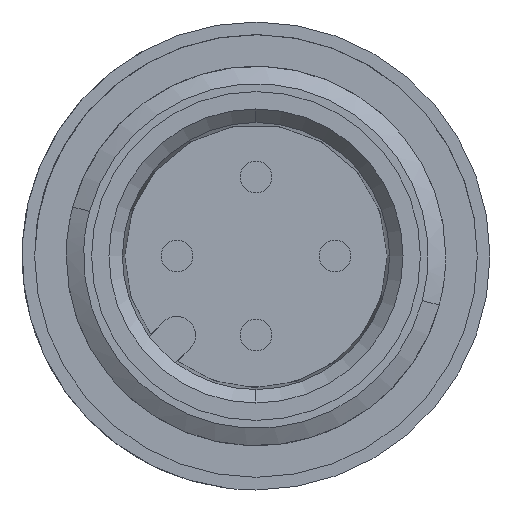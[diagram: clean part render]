
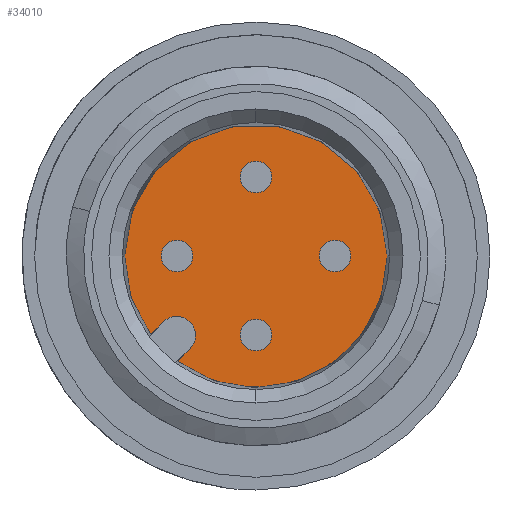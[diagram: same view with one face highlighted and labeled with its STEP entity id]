
A CAD part, left-side view. The second image highlights one B-rep face of the part: STEP entity #34010.
In plain terms, the highlighted face is planar.
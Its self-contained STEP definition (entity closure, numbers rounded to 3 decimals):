
#31060=CARTESIAN_POINT('',(66.511,33.84,221.9));
#31070=DIRECTION('',(1.,0.,
0.));
#31080=VECTOR('',#31070,1.);
#31090=LINE('',#31060,#31080);
#31100=CARTESIAN_POINT('',(24.404,33.839,221.9));
#31110=VERTEX_POINT('',#31100);
#31120=CARTESIAN_POINT('',(24.96,33.839,221.9));
#31130=VERTEX_POINT('',#31120);
#31140=EDGE_CURVE('',#31110,#31130,#31090,.T.);
#32140=CARTESIAN_POINT('',(65.311,32.64,221.9));
#32150=DIRECTION('',(-1.,0.,
0.));
#32160=VECTOR('',#32150,1.);
#32170=LINE('',#32140,#32160);
#32180=CARTESIAN_POINT('',(24.96,32.639,221.9));
#32190=VERTEX_POINT('',#32180);
#32200=CARTESIAN_POINT('',(24.404,32.639,221.9));
#32210=VERTEX_POINT('',#32200);
#32220=EDGE_CURVE('',#32190,#32210,#32170,.T.);
#32680=CARTESIAN_POINT('',(23.788,30.305,221.9));
#32690=VERTEX_POINT('',#32680);
#32720=CARTESIAN_POINT('',(20.854,33.239,221.9));
#32730=DIRECTION('',(0.,0.,1.));
#32740=DIRECTION('',(-0.707,0.707,
0.));
#32750=AXIS2_PLACEMENT_3D('',#32720,#32730,#32740);
#32760=CIRCLE('',#32750,4.15);
#32770=EDGE_CURVE('',#32690,#32190,#32760,.T.);
#32950=CARTESIAN_POINT('',(24.404,33.239,221.9));
#32960=DIRECTION('',(0.,0.,1.));
#32970=DIRECTION('',(-0.707,0.707,
0.));
#32980=AXIS2_PLACEMENT_3D('',#32950,#32960,#32970);
#32990=CIRCLE('',#32980,0.6);
#33000=CARTESIAN_POINT('',(23.98,33.664,221.9));
#33010=VERTEX_POINT('',#33000);
#33020=EDGE_CURVE('',#33010,#32210,#32990,.T.);
#33220=CARTESIAN_POINT('',(19.652,32.037,221.9));
#33230=DIRECTION('',(0.,0.,1.));
#33240=DIRECTION('',(0.707,0.707,
0.));
#33250=AXIS2_PLACEMENT_3D('',#33220,#33230,#33240);
#33260=PLANE('',#33250);
#33270=CARTESIAN_POINT('',(19.086,35.007,221.9));
#33280=DIRECTION('',(0.,0.,1.));
#33290=DIRECTION('',(-0.707,-0.707,0.));
#33300=AXIS2_PLACEMENT_3D('',#33270,#33280,#33290);
#33310=CIRCLE('',#33300,0.5);
#33320=CARTESIAN_POINT('',(18.733,34.653,221.9));
#33330=VERTEX_POINT('',#33320);
#33340=CARTESIAN_POINT('',(19.44,35.36,221.9));
#33350=VERTEX_POINT('',#33340);
#33360=EDGE_CURVE('',#33330,#33350,#33310,.T.);
#33370=ORIENTED_EDGE('',*,*,#33360,.F.);
#33380=EDGE_CURVE('',#33350,#33330,#33310,.T.);
#33390=ORIENTED_EDGE('',*,*,#33380,.F.);
#33400=EDGE_LOOP('',(#33390,#33370));
#33410=FACE_BOUND('',#33400,.T.);
#33420=CARTESIAN_POINT('',(19.086,31.471,221.9));
#33430=DIRECTION('',(0.,0.,1.));
#33440=DIRECTION('',(-0.707,-0.707,0.));
#33450=AXIS2_PLACEMENT_3D('',#33420,#33430,#33440);
#33460=CIRCLE('',#33450,0.5);
#33470=CARTESIAN_POINT('',(18.733,31.118,221.9));
#33480=VERTEX_POINT('',#33470);
#33490=CARTESIAN_POINT('',(19.44,31.825,221.9));
#33500=VERTEX_POINT('',#33490);
#33510=EDGE_CURVE('',#33480,#33500,#33460,.T.);
#33520=ORIENTED_EDGE('',*,*,#33510,.F.);
#33530=EDGE_CURVE('',#33500,#33480,#33460,.T.);
#33540=ORIENTED_EDGE('',*,*,#33530,.F.);
#33550=EDGE_LOOP('',(#33540,#33520));
#33560=FACE_BOUND('',#33550,.T.);
#33570=CARTESIAN_POINT('',(17.919,36.174,221.9));
#33580=VERTEX_POINT('',#33570);
#33590=EDGE_CURVE('',#33580,#32690,#32760,.T.);
#33600=ORIENTED_EDGE('',*,*,#33590,.T.);
#33610=EDGE_CURVE('',#31130,#33580,#32760,.T.);
#33620=ORIENTED_EDGE('',*,*,#33610,.T.);
#33630=ORIENTED_EDGE('',*,*,#31140,.T.);
#33640=EDGE_CURVE('',#31110,#33010,#32990,.T.);
#33650=ORIENTED_EDGE('',*,*,#33640,.F.);
#33660=ORIENTED_EDGE('',*,*,#33020,.F.);
#33670=ORIENTED_EDGE('',*,*,#32220,.T.);
#33680=ORIENTED_EDGE('',*,*,#32770,.T.);
#33690=EDGE_LOOP('',(#33680,#33670,#33660,#33650,#33630,#33620,#33600));
#33700=FACE_OUTER_BOUND('',#33690,.T.);
#33710=CARTESIAN_POINT('',(22.622,35.007,221.9));
#33720=DIRECTION('',(0.,0.,1.));
#33730=DIRECTION('',(-0.707,-0.707,0.));
#33740=AXIS2_PLACEMENT_3D('',#33710,#33720,#33730);
#33750=CIRCLE('',#33740,0.5);
#33760=CARTESIAN_POINT('',(22.268,34.653,221.9));
#33770=VERTEX_POINT('',#33760);
#33780=CARTESIAN_POINT('',(22.975,35.361,221.9));
#33790=VERTEX_POINT('',#33780);
#33800=EDGE_CURVE('',#33770,#33790,#33750,.T.);
#33810=ORIENTED_EDGE('',*,*,#33800,.F.);
#33820=EDGE_CURVE('',#33790,#33770,#33750,.T.);
#33830=ORIENTED_EDGE('',*,*,#33820,.F.);
#33840=EDGE_LOOP('',(#33830,#33810));
#33850=FACE_BOUND('',#33840,.T.);
#33860=CARTESIAN_POINT('',(22.622,31.471,221.9));
#33870=DIRECTION('',(0.,0.,1.));
#33880=DIRECTION('',(-0.707,-0.707,0.));
#33890=AXIS2_PLACEMENT_3D('',#33860,#33870,#33880);
#33900=CIRCLE('',#33890,0.5);
#33910=CARTESIAN_POINT('',(22.268,31.118,221.9));
#33920=VERTEX_POINT('',#33910);
#33930=CARTESIAN_POINT('',(22.975,31.825,221.9));
#33940=VERTEX_POINT('',#33930);
#33950=EDGE_CURVE('',#33920,#33940,#33900,.T.);
#33960=ORIENTED_EDGE('',*,*,#33950,.F.);
#33970=EDGE_CURVE('',#33940,#33920,#33900,.T.);
#33980=ORIENTED_EDGE('',*,*,#33970,.F.);
#33990=EDGE_LOOP('',(#33980,#33960));
#34000=FACE_BOUND('',#33990,.T.);
#34010=ADVANCED_FACE('',(#33410,#33560,#33700,#33850,#34000),#33260,.T.)
;
